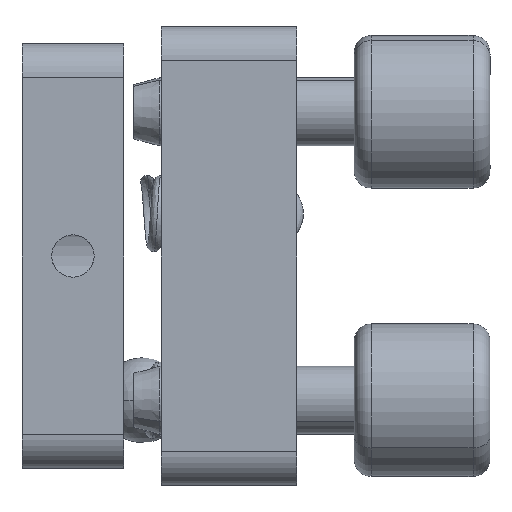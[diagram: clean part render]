
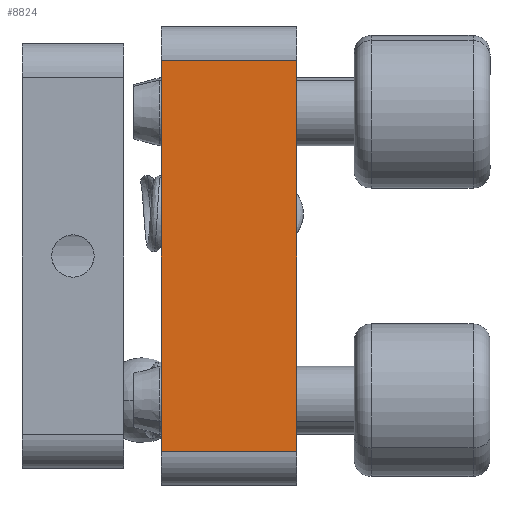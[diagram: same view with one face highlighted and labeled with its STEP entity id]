
A CAD part, left-side view. The second image highlights one B-rep face of the part: STEP entity #8824.
In plain terms, the highlighted planar face has unit normal (-1, 0, 0).
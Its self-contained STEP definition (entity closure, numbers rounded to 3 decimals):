
#122 = PLANE ( 'NONE',  #10550 ) ;
#1201 = LINE ( 'NONE', #8746, #3210 ) ;
#1605 = VECTOR ( 'NONE', #7914, 1000. ) ;
#1747 = CARTESIAN_POINT ( 'NONE',  ( -13.226, -12.111, 13.5 ) ) ;
#1791 = EDGE_CURVE ( 'NONE', #6698, #1930, #6129, .T. ) ;
#1807 = CARTESIAN_POINT ( 'NONE',  ( -13.226, -4.111, 13.5 ) ) ;
#1871 = ORIENTED_EDGE ( 'NONE', *, *, #8136, .F. ) ;
#1903 = VERTEX_POINT ( 'NONE', #3802 ) ;
#1930 = VERTEX_POINT ( 'NONE', #4730 ) ;
#1986 = CARTESIAN_POINT ( 'NONE',  ( -13.226, -12.111, 36.5 ) ) ;
#2303 = FACE_OUTER_BOUND ( 'NONE', #8091, .T. ) ;
#2482 = VECTOR ( 'NONE', #3524, 1000. ) ;
#2757 = LINE ( 'NONE', #1807, #2482 ) ;
#3162 = CARTESIAN_POINT ( 'NONE',  ( -13.226, -12.111, 13.5 ) ) ;
#3210 = VECTOR ( 'NONE', #8778, 1000. ) ;
#3221 = ORIENTED_EDGE ( 'NONE', *, *, #10564, .T. ) ;
#3524 = DIRECTION ( 'NONE',  ( 0., 0., 1. ) ) ;
#3533 = ORIENTED_EDGE ( 'NONE', *, *, #9068, .F. ) ;
#3802 = CARTESIAN_POINT ( 'NONE',  ( -13.226, -4.111, 13.5 ) ) ;
#4408 = DIRECTION ( 'NONE',  ( -1., 0., 0. ) ) ;
#4730 = CARTESIAN_POINT ( 'NONE',  ( -13.226, -4.111, 36.5 ) ) ;
#5958 = LINE ( 'NONE', #3162, #8226 ) ;
#6129 = LINE ( 'NONE', #1986, #1605 ) ;
#6208 = VERTEX_POINT ( 'NONE', #1747 ) ;
#6698 = VERTEX_POINT ( 'NONE', #10102 ) ;
#7914 = DIRECTION ( 'NONE',  ( 0., 1., 0. ) ) ;
#8091 = EDGE_LOOP ( 'NONE', ( #1871, #3533, #3221, #8653 ) ) ;
#8136 = EDGE_CURVE ( 'NONE', #1903, #1930, #2757, .T. ) ;
#8226 = VECTOR ( 'NONE', #8246, 1000. ) ;
#8246 = DIRECTION ( 'NONE',  ( 0., 0., 1. ) ) ;
#8653 = ORIENTED_EDGE ( 'NONE', *, *, #1791, .T. ) ;
#8746 = CARTESIAN_POINT ( 'NONE',  ( -13.226, -12.111, 13.5 ) ) ;
#8778 = DIRECTION ( 'NONE',  ( 0., 1., 0. ) ) ;
#8824 = ADVANCED_FACE ( 'NONE', ( #2303 ), #122, .T. ) ;
#9068 = EDGE_CURVE ( 'NONE', #6208, #1903, #1201, .T. ) ;
#9486 = CARTESIAN_POINT ( 'NONE',  ( -13.226, -12.111, 13.5 ) ) ;
#10102 = CARTESIAN_POINT ( 'NONE',  ( -13.226, -12.111, 36.5 ) ) ;
#10335 = DIRECTION ( 'NONE',  ( 0., 0., 1. ) ) ;
#10550 = AXIS2_PLACEMENT_3D ( 'NONE', #9486, #4408, #10335 ) ;
#10564 = EDGE_CURVE ( 'NONE', #6208, #6698, #5958, .T. ) ;
